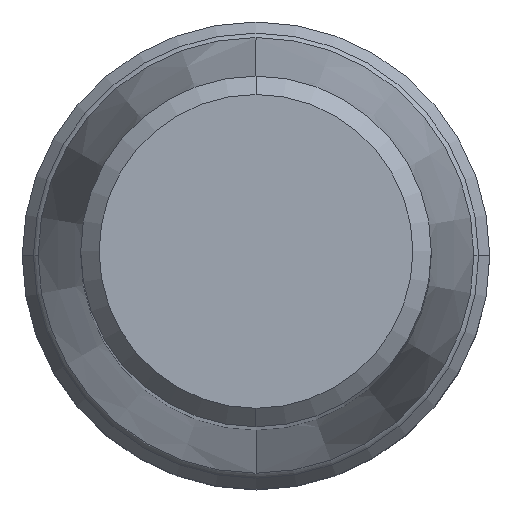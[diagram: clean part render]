
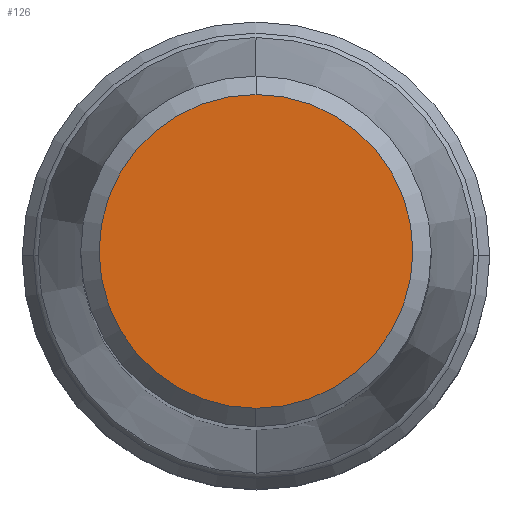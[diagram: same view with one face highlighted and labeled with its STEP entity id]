
A CAD part, top view. The second image highlights one B-rep face of the part: STEP entity #126.
In plain terms, the highlighted planar face has unit normal (0, 0, 1).
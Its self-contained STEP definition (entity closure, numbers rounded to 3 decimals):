
#54=PLANE('',#1127);
#126=ADVANCED_FACE('',(#205),#54,.F.);
#205=FACE_OUTER_BOUND('',#265,.T.);
#265=EDGE_LOOP('',(#456,#457));
#456=ORIENTED_EDGE('',*,*,#682,.T.);
#457=ORIENTED_EDGE('',*,*,#684,.T.);
#576=VERTEX_POINT('',#1730);
#577=VERTEX_POINT('',#1732);
#682=EDGE_CURVE('',#577,#576,#788,.T.);
#684=EDGE_CURVE('',#576,#577,#789,.T.);
#788=CIRCLE('',#1123,8.525);
#789=CIRCLE('',#1125,8.525);
#1123=AXIS2_PLACEMENT_3D('',#1731,#1433,#1434);
#1125=AXIS2_PLACEMENT_3D('',#1735,#1438,#1439);
#1127=AXIS2_PLACEMENT_3D('',#1737,#1442,#1443);
#1433=DIRECTION('',(0.,0.,1.));
#1434=DIRECTION('',(0.,1.,0.));
#1438=DIRECTION('',(0.,0.,1.));
#1439=DIRECTION('',(0.,-1.,0.));
#1442=DIRECTION('',(0.,0.,-1.));
#1443=DIRECTION('',(0.,1.,0.));
#1730=CARTESIAN_POINT('',(0.,-8.525,0.));
#1731=CARTESIAN_POINT('',(0.,0.,0.));
#1732=CARTESIAN_POINT('',(0.,8.525,0.));
#1735=CARTESIAN_POINT('',(0.,0.,0.));
#1737=CARTESIAN_POINT('',(0.,0.,0.));
